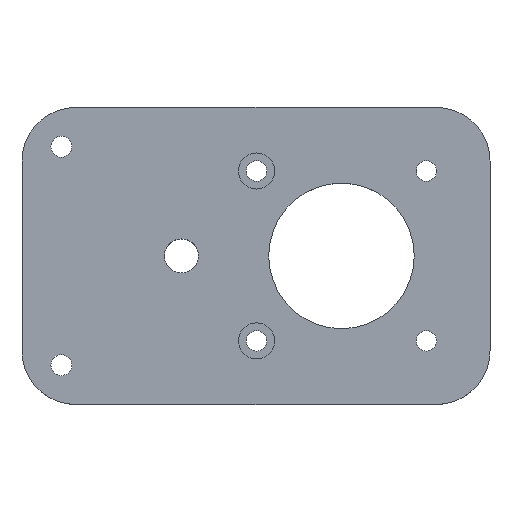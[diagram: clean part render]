
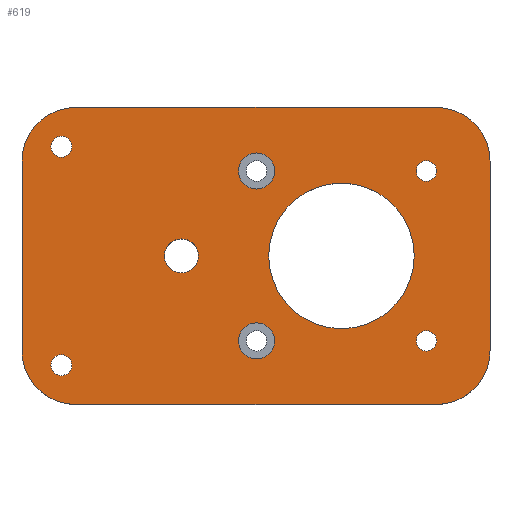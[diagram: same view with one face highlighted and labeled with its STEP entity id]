
A CAD part, top view. The second image highlights one B-rep face of the part: STEP entity #619.
In plain terms, the highlighted planar face has unit normal (0, 0, 1).
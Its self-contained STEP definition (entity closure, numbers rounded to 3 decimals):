
#28=FACE_BOUND('',#121,.T.);
#29=FACE_BOUND('',#122,.T.);
#30=FACE_BOUND('',#123,.T.);
#31=FACE_BOUND('',#124,.T.);
#32=FACE_BOUND('',#125,.T.);
#33=FACE_BOUND('',#126,.T.);
#34=FACE_BOUND('',#127,.T.);
#35=FACE_BOUND('',#128,.T.);
#44=PLANE('',#705);
#72=FACE_OUTER_BOUND('',#120,.T.);
#120=EDGE_LOOP('',(#510,#511,#512,#513,#514,#515,#516,#517));
#121=EDGE_LOOP('',(#518));
#122=EDGE_LOOP('',(#519));
#123=EDGE_LOOP('',(#520));
#124=EDGE_LOOP('',(#521));
#125=EDGE_LOOP('',(#522));
#126=EDGE_LOOP('',(#523));
#127=EDGE_LOOP('',(#524));
#128=EDGE_LOOP('',(#525));
#158=LINE('',#993,#202);
#159=LINE('',#996,#203);
#172=LINE('',#1061,#216);
#173=LINE('',#1065,#217);
#202=VECTOR('',#798,10.);
#203=VECTOR('',#801,10.);
#216=VECTOR('',#872,10.);
#217=VECTOR('',#875,10.);
#231=CIRCLE('',#649,1.6);
#233=CIRCLE('',#652,1.6);
#247=CIRCLE('',#672,8.175);
#248=CIRCLE('',#674,8.175);
#249=CIRCLE('',#678,2.75);
#252=CIRCLE('',#683,2.75);
#264=CIRCLE('',#700,1.554);
#265=CIRCLE('',#702,1.554);
#266=CIRCLE('',#704,11.098);
#267=CIRCLE('',#706,8.175);
#268=CIRCLE('',#707,8.175);
#269=CIRCLE('',#708,2.6);
#271=VERTEX_POINT('',#922);
#273=VERTEX_POINT('',#928);
#295=VERTEX_POINT('',#981);
#296=VERTEX_POINT('',#982);
#297=VERTEX_POINT('',#987);
#298=VERTEX_POINT('',#988);
#299=VERTEX_POINT('',#995);
#300=VERTEX_POINT('',#999);
#303=VERTEX_POINT('',#1008);
#319=VERTEX_POINT('',#1048);
#320=VERTEX_POINT('',#1052);
#321=VERTEX_POINT('',#1056);
#322=VERTEX_POINT('',#1060);
#323=VERTEX_POINT('',#1062);
#324=VERTEX_POINT('',#1064);
#325=VERTEX_POINT('',#1067);
#328=EDGE_CURVE('',#271,#271,#231,.T.);
#331=EDGE_CURVE('',#273,#273,#233,.T.);
#355=EDGE_CURVE('',#295,#296,#247,.T.);
#358=EDGE_CURVE('',#297,#298,#248,.T.);
#361=EDGE_CURVE('',#295,#298,#158,.T.);
#362=EDGE_CURVE('',#297,#299,#159,.T.);
#364=EDGE_CURVE('',#300,#300,#249,.T.);
#368=EDGE_CURVE('',#303,#303,#252,.T.);
#387=EDGE_CURVE('',#319,#319,#264,.T.);
#389=EDGE_CURVE('',#320,#320,#265,.T.);
#391=EDGE_CURVE('',#321,#321,#266,.T.);
#393=EDGE_CURVE('',#322,#296,#172,.T.);
#394=EDGE_CURVE('',#323,#322,#267,.T.);
#395=EDGE_CURVE('',#324,#323,#173,.T.);
#396=EDGE_CURVE('',#299,#324,#268,.T.);
#397=EDGE_CURVE('',#325,#325,#269,.T.);
#510=ORIENTED_EDGE('',*,*,#355,.T.);
#511=ORIENTED_EDGE('',*,*,#393,.F.);
#512=ORIENTED_EDGE('',*,*,#394,.F.);
#513=ORIENTED_EDGE('',*,*,#395,.F.);
#514=ORIENTED_EDGE('',*,*,#396,.F.);
#515=ORIENTED_EDGE('',*,*,#362,.F.);
#516=ORIENTED_EDGE('',*,*,#358,.T.);
#517=ORIENTED_EDGE('',*,*,#361,.F.);
#518=ORIENTED_EDGE('',*,*,#328,.T.);
#519=ORIENTED_EDGE('',*,*,#331,.T.);
#520=ORIENTED_EDGE('',*,*,#364,.T.);
#521=ORIENTED_EDGE('',*,*,#368,.T.);
#522=ORIENTED_EDGE('',*,*,#391,.F.);
#523=ORIENTED_EDGE('',*,*,#389,.F.);
#524=ORIENTED_EDGE('',*,*,#387,.F.);
#525=ORIENTED_EDGE('',*,*,#397,.F.);
#619=ADVANCED_FACE('',(#72,#28,#29,#30,#31,#32,#33,#34,#35),#44,.T.);
#649=AXIS2_PLACEMENT_3D('',#924,#729,#730);
#652=AXIS2_PLACEMENT_3D('',#930,#736,#737);
#672=AXIS2_PLACEMENT_3D('',#983,#786,#787);
#674=AXIS2_PLACEMENT_3D('',#989,#792,#793);
#678=AXIS2_PLACEMENT_3D('',#1000,#805,#806);
#683=AXIS2_PLACEMENT_3D('',#1009,#816,#817);
#700=AXIS2_PLACEMENT_3D('',#1049,#857,#858);
#702=AXIS2_PLACEMENT_3D('',#1053,#862,#863);
#704=AXIS2_PLACEMENT_3D('',#1057,#867,#868);
#705=AXIS2_PLACEMENT_3D('',#1059,#870,#871);
#706=AXIS2_PLACEMENT_3D('',#1063,#873,#874);
#707=AXIS2_PLACEMENT_3D('',#1066,#876,#877);
#708=AXIS2_PLACEMENT_3D('',#1068,#878,#879);
#729=DIRECTION('center_axis',(0.,0.,-1.));
#730=DIRECTION('ref_axis',(1.,0.,0.));
#736=DIRECTION('center_axis',(0.,0.,-1.));
#737=DIRECTION('ref_axis',(1.,0.,0.));
#786=DIRECTION('center_axis',(0.,0.,1.));
#787=DIRECTION('ref_axis',(0.,-1.,0.));
#792=DIRECTION('center_axis',(0.,0.,1.));
#793=DIRECTION('ref_axis',(-1.,0.,0.));
#798=DIRECTION('',(0.,1.,0.));
#801=DIRECTION('',(1.,0.,0.));
#805=DIRECTION('center_axis',(0.,0.,-1.));
#806=DIRECTION('ref_axis',(-1.,0.,0.));
#816=DIRECTION('center_axis',(0.,0.,-1.));
#817=DIRECTION('ref_axis',(-1.,0.,0.));
#857=DIRECTION('center_axis',(0.,0.,1.));
#858=DIRECTION('ref_axis',(-1.,0.,0.));
#862=DIRECTION('center_axis',(0.,0.,1.));
#863=DIRECTION('ref_axis',(-1.,0.,0.));
#867=DIRECTION('center_axis',(0.,0.,1.));
#868=DIRECTION('ref_axis',(-1.,0.,0.));
#870=DIRECTION('center_axis',(0.,0.,1.));
#871=DIRECTION('ref_axis',(1.,0.,0.));
#872=DIRECTION('',(-1.,0.,0.));
#873=DIRECTION('center_axis',(0.,0.,-1.));
#874=DIRECTION('ref_axis',(0.,-1.,0.));
#875=DIRECTION('',(0.,-1.,0.));
#876=DIRECTION('center_axis',(0.,0.,-1.));
#877=DIRECTION('ref_axis',(1.,0.,0.));
#878=DIRECTION('center_axis',(0.,0.,1.));
#879=DIRECTION('ref_axis',(-1.,0.,0.));
#922=CARTESIAN_POINT('',(-44.327,-16.653,2.032));
#924=CARTESIAN_POINT('Origin',(-42.727,-16.653,2.032));
#928=CARTESIAN_POINT('',(-44.327,16.653,2.032));
#930=CARTESIAN_POINT('Origin',(-42.727,16.653,2.032));
#981=CARTESIAN_POINT('',(-48.727,-14.478,2.032));
#982=CARTESIAN_POINT('',(-40.552,-22.653,2.032));
#983=CARTESIAN_POINT('Origin',(-40.552,-14.478,2.032));
#987=CARTESIAN_POINT('',(-40.552,22.653,2.032));
#988=CARTESIAN_POINT('',(-48.727,14.478,2.032));
#989=CARTESIAN_POINT('Origin',(-40.552,14.478,2.032));
#993=CARTESIAN_POINT('',(-48.727,11.327,2.032));
#995=CARTESIAN_POINT('',(14.478,22.653,2.032));
#996=CARTESIAN_POINT('',(0.72,22.653,2.032));
#999=CARTESIAN_POINT('',(-10.204,12.954,2.032));
#1000=CARTESIAN_POINT('Origin',(-12.954,12.954,2.032));
#1008=CARTESIAN_POINT('',(-10.204,-12.954,2.032));
#1009=CARTESIAN_POINT('Origin',(-12.954,-12.954,2.032));
#1048=CARTESIAN_POINT('',(14.508,12.954,2.032));
#1049=CARTESIAN_POINT('Origin',(12.954,12.954,2.032));
#1052=CARTESIAN_POINT('',(14.508,-12.954,2.032));
#1053=CARTESIAN_POINT('Origin',(12.954,-12.954,2.032));
#1056=CARTESIAN_POINT('',(11.098,0.,2.032));
#1057=CARTESIAN_POINT('Origin',(0.,0.,2.032));
#1059=CARTESIAN_POINT('Origin',(-13.037,0.,2.032));
#1060=CARTESIAN_POINT('',(14.478,-22.653,2.032));
#1061=CARTESIAN_POINT('',(-30.882,-22.653,2.032));
#1062=CARTESIAN_POINT('',(22.653,-14.478,2.032));
#1063=CARTESIAN_POINT('Origin',(14.478,-14.478,2.032));
#1064=CARTESIAN_POINT('',(22.653,14.478,2.032));
#1065=CARTESIAN_POINT('',(22.653,-7.239,2.032));
#1066=CARTESIAN_POINT('Origin',(14.478,14.478,2.032));
#1067=CARTESIAN_POINT('',(-21.816,0.,2.032));
#1068=CARTESIAN_POINT('Origin',(-24.416,0.,2.032));
